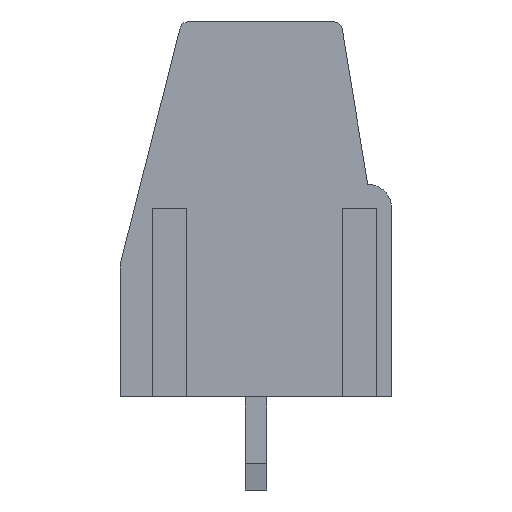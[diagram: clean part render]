
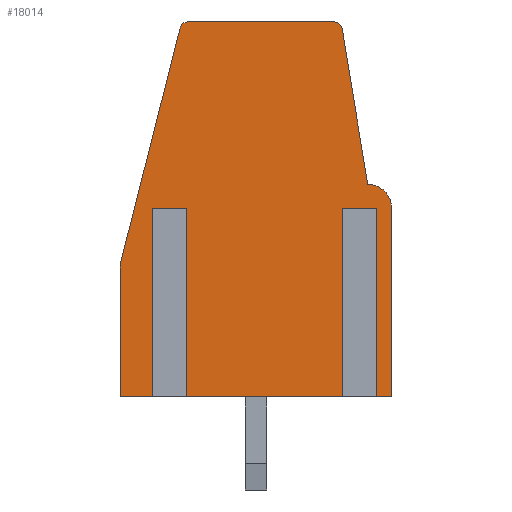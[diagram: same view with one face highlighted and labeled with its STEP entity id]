
A CAD part, left-side view. The second image highlights one B-rep face of the part: STEP entity #18014.
In plain terms, the highlighted planar face has unit normal (-1, 0, 0).
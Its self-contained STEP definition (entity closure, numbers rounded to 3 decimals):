
#14508 = VERTEX_POINT('',#14509);
#14509 = CARTESIAN_POINT('',(-55.88,2.586,14.1));
#14515 = EDGE_CURVE('',#14516,#14508,#14518,.T.);
#14516 = VERTEX_POINT('',#14517);
#14517 = CARTESIAN_POINT('',(-55.88,-2.925,14.1));
#14518 = LINE('',#14519,#14520);
#14519 = CARTESIAN_POINT('',(-55.88,-3.18,14.1));
#14520 = VECTOR('',#14521,1.);
#14521 = DIRECTION('',(0.,1.,0.));
#16638 = VERTEX_POINT('',#16639);
#16639 = CARTESIAN_POINT('',(-55.88,2.877,13.874));
#16645 = EDGE_CURVE('',#14508,#16638,#16646,.T.);
#16646 = CIRCLE('',#16647,0.3);
#16647 = AXIS2_PLACEMENT_3D('',#16648,#16649,#16650);
#16648 = CARTESIAN_POINT('',(-55.88,2.586,13.8));
#16649 = DIRECTION('',(-1.,0.,0.));
#16650 = DIRECTION('',(0.,-1.,0.));
#18014 = ADVANCED_FACE('',(#18015),#18139,.T.);
#18015 = FACE_BOUND('',#18016,.T.);
#18016 = EDGE_LOOP('',(#18017,#18027,#18035,#18043,#18051,#18059,#18068,
    #18076,#18083,#18084,#18085,#18093,#18101,#18109,#18117,#18125,
    #18133));
#18017 = ORIENTED_EDGE('',*,*,#18018,.F.);
#18018 = EDGE_CURVE('',#18019,#18021,#18023,.T.);
#18019 = VERTEX_POINT('',#18020);
#18020 = CARTESIAN_POINT('',(-55.88,-3.581,7.1));
#18021 = VERTEX_POINT('',#18022);
#18022 = CARTESIAN_POINT('',(-55.88,-3.581,0.));
#18023 = LINE('',#18024,#18025);
#18024 = CARTESIAN_POINT('',(-55.88,-3.581,6.7));
#18025 = VECTOR('',#18026,1.);
#18026 = DIRECTION('',(0.,0.,-1.));
#18027 = ORIENTED_EDGE('',*,*,#18028,.F.);
#18028 = EDGE_CURVE('',#18029,#18019,#18031,.T.);
#18029 = VERTEX_POINT('',#18030);
#18030 = CARTESIAN_POINT('',(-55.88,-4.179,7.1));
#18031 = LINE('',#18032,#18033);
#18032 = CARTESIAN_POINT('',(-55.88,-4.179,7.1));
#18033 = VECTOR('',#18034,1.);
#18034 = DIRECTION('',(0.,1.,0.));
#18035 = ORIENTED_EDGE('',*,*,#18036,.T.);
#18036 = EDGE_CURVE('',#18029,#18037,#18039,.T.);
#18037 = VERTEX_POINT('',#18038);
#18038 = CARTESIAN_POINT('',(-55.88,-4.179,0.));
#18039 = LINE('',#18040,#18041);
#18040 = CARTESIAN_POINT('',(-55.88,-4.179,6.7));
#18041 = VECTOR('',#18042,1.);
#18042 = DIRECTION('',(0.,0.,-1.));
#18043 = ORIENTED_EDGE('',*,*,#18044,.T.);
#18044 = EDGE_CURVE('',#18037,#18045,#18047,.T.);
#18045 = VERTEX_POINT('',#18046);
#18046 = CARTESIAN_POINT('',(-55.88,-5.08,0.));
#18047 = LINE('',#18048,#18049);
#18048 = CARTESIAN_POINT('',(-55.88,5.12,0.));
#18049 = VECTOR('',#18050,1.);
#18050 = DIRECTION('',(0.,-1.,0.));
#18051 = ORIENTED_EDGE('',*,*,#18052,.T.);
#18052 = EDGE_CURVE('',#18045,#18053,#18055,.T.);
#18053 = VERTEX_POINT('',#18054);
#18054 = CARTESIAN_POINT('',(-55.88,-5.08,7.1));
#18055 = LINE('',#18056,#18057);
#18056 = CARTESIAN_POINT('',(-55.88,-5.08,0.));
#18057 = VECTOR('',#18058,1.);
#18058 = DIRECTION('',(0.,0.,1.));
#18059 = ORIENTED_EDGE('',*,*,#18060,.T.);
#18060 = EDGE_CURVE('',#18053,#18061,#18063,.T.);
#18061 = VERTEX_POINT('',#18062);
#18062 = CARTESIAN_POINT('',(-55.88,-4.18,8.));
#18063 = CIRCLE('',#18064,0.9);
#18064 = AXIS2_PLACEMENT_3D('',#18065,#18066,#18067);
#18065 = CARTESIAN_POINT('',(-55.88,-4.18,7.1));
#18066 = DIRECTION('',(-1.,0.,0.));
#18067 = DIRECTION('',(0.,1.,0.));
#18068 = ORIENTED_EDGE('',*,*,#18069,.T.);
#18069 = EDGE_CURVE('',#18061,#18070,#18072,.T.);
#18070 = VERTEX_POINT('',#18071);
#18071 = CARTESIAN_POINT('',(-55.88,-3.221,13.849));
#18072 = LINE('',#18073,#18074);
#18073 = CARTESIAN_POINT('',(-55.88,-4.18,8.));
#18074 = VECTOR('',#18075,1.);
#18075 = DIRECTION('',(0.,0.162,0.987));
#18076 = ORIENTED_EDGE('',*,*,#18077,.T.);
#18077 = EDGE_CURVE('',#18070,#14516,#18078,.T.);
#18078 = CIRCLE('',#18079,0.3);
#18079 = AXIS2_PLACEMENT_3D('',#18080,#18081,#18082);
#18080 = CARTESIAN_POINT('',(-55.88,-2.925,13.8));
#18081 = DIRECTION('',(-1.,0.,0.));
#18082 = DIRECTION('',(0.,-1.,0.));
#18083 = ORIENTED_EDGE('',*,*,#14515,.T.);
#18084 = ORIENTED_EDGE('',*,*,#16645,.T.);
#18085 = ORIENTED_EDGE('',*,*,#18086,.T.);
#18086 = EDGE_CURVE('',#16638,#18087,#18089,.T.);
#18087 = VERTEX_POINT('',#18088);
#18088 = CARTESIAN_POINT('',(-55.88,5.12,5.));
#18089 = LINE('',#18090,#18091);
#18090 = CARTESIAN_POINT('',(-55.88,2.82,14.1));
#18091 = VECTOR('',#18092,1.);
#18092 = DIRECTION('',(0.,0.245,-0.97));
#18093 = ORIENTED_EDGE('',*,*,#18094,.T.);
#18094 = EDGE_CURVE('',#18087,#18095,#18097,.T.);
#18095 = VERTEX_POINT('',#18096);
#18096 = CARTESIAN_POINT('',(-55.88,5.12,0.));
#18097 = LINE('',#18098,#18099);
#18098 = CARTESIAN_POINT('',(-55.88,5.12,5.));
#18099 = VECTOR('',#18100,1.);
#18100 = DIRECTION('',(0.,0.,-1.));
#18101 = ORIENTED_EDGE('',*,*,#18102,.T.);
#18102 = EDGE_CURVE('',#18095,#18103,#18105,.T.);
#18103 = VERTEX_POINT('',#18104);
#18104 = CARTESIAN_POINT('',(-55.88,3.569,0.));
#18105 = LINE('',#18106,#18107);
#18106 = CARTESIAN_POINT('',(-55.88,5.12,0.));
#18107 = VECTOR('',#18108,1.);
#18108 = DIRECTION('',(0.,-1.,0.));
#18109 = ORIENTED_EDGE('',*,*,#18110,.F.);
#18110 = EDGE_CURVE('',#18111,#18103,#18113,.T.);
#18111 = VERTEX_POINT('',#18112);
#18112 = CARTESIAN_POINT('',(-55.88,3.569,7.1));
#18113 = LINE('',#18114,#18115);
#18114 = CARTESIAN_POINT('',(-55.88,3.569,6.7));
#18115 = VECTOR('',#18116,1.);
#18116 = DIRECTION('',(0.,0.,-1.));
#18117 = ORIENTED_EDGE('',*,*,#18118,.F.);
#18118 = EDGE_CURVE('',#18119,#18111,#18121,.T.);
#18119 = VERTEX_POINT('',#18120);
#18120 = CARTESIAN_POINT('',(-55.88,2.971,7.1));
#18121 = LINE('',#18122,#18123);
#18122 = CARTESIAN_POINT('',(-55.88,2.971,7.1));
#18123 = VECTOR('',#18124,1.);
#18124 = DIRECTION('',(0.,1.,0.));
#18125 = ORIENTED_EDGE('',*,*,#18126,.T.);
#18126 = EDGE_CURVE('',#18119,#18127,#18129,.T.);
#18127 = VERTEX_POINT('',#18128);
#18128 = CARTESIAN_POINT('',(-55.88,2.971,0.));
#18129 = LINE('',#18130,#18131);
#18130 = CARTESIAN_POINT('',(-55.88,2.971,6.7));
#18131 = VECTOR('',#18132,1.);
#18132 = DIRECTION('',(0.,0.,-1.));
#18133 = ORIENTED_EDGE('',*,*,#18134,.T.);
#18134 = EDGE_CURVE('',#18127,#18021,#18135,.T.);
#18135 = LINE('',#18136,#18137);
#18136 = CARTESIAN_POINT('',(-55.88,5.12,0.));
#18137 = VECTOR('',#18138,1.);
#18138 = DIRECTION('',(0.,-1.,0.));
#18139 = PLANE('',#18140);
#18140 = AXIS2_PLACEMENT_3D('',#18141,#18142,#18143);
#18141 = CARTESIAN_POINT('',(-55.88,-4.18,7.1));
#18142 = DIRECTION('',(-1.,0.,0.));
#18143 = DIRECTION('',(0.,-1.,0.));
